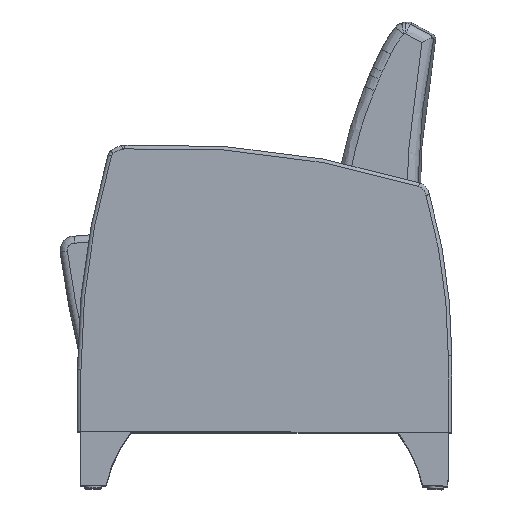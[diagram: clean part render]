
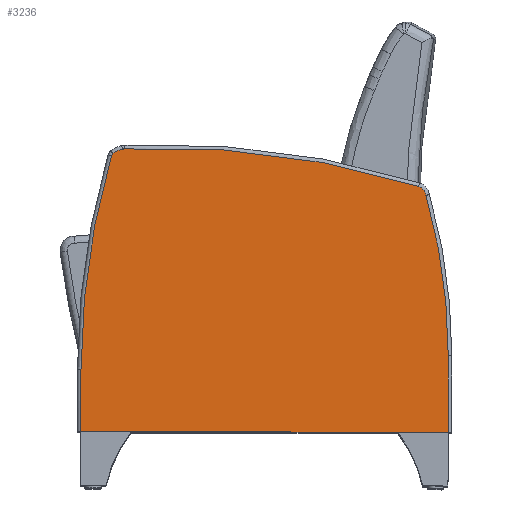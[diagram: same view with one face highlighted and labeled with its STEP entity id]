
A CAD part, top view. The second image highlights one B-rep face of the part: STEP entity #3236.
In plain terms, the highlighted planar face has unit normal (0, 0, 1).
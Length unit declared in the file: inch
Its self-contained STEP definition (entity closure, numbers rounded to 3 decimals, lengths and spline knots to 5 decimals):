
#195=LINE('',#8228,#299);
#197=LINE('',#8274,#301);
#213=LINE('',#8398,#317);
#299=VECTOR('',#4174,0.3937);
#301=VECTOR('',#4212,0.3937);
#317=VECTOR('',#4314,0.3937);
#390=PLANE('',#3609);
#575=CIRCLE('',#3540,0.25);
#579=CIRCLE('',#3545,53.84447);
#583=CIRCLE('',#3551,1.61874);
#586=CIRCLE('',#3555,0.75);
#589=CIRCLE('',#3559,59.75);
#591=CIRCLE('',#3562,0.75);
#594=CIRCLE('',#3567,40.58554);
#832=FACE_OUTER_BOUND('',#1046,.T.);
#1046=EDGE_LOOP('',(#2704,#2705,#2706,#2707,#2708,#2709,#2710,#2711,#2712,
#2713));
#1414=VERTEX_POINT('',#8189);
#1415=VERTEX_POINT('',#8190);
#1419=VERTEX_POINT('',#8211);
#1421=VERTEX_POINT('',#8226);
#1422=VERTEX_POINT('',#8230);
#1424=VERTEX_POINT('',#8236);
#1426=VERTEX_POINT('',#8242);
#1429=VERTEX_POINT('',#8250);
#1430=VERTEX_POINT('',#8267);
#1433=VERTEX_POINT('',#8272);
#1824=EDGE_CURVE('',#1414,#1415,#575,.T.);
#1830=EDGE_CURVE('',#1419,#1414,#579,.T.);
#1833=EDGE_CURVE('',#1421,#1419,#195,.T.);
#1836=EDGE_CURVE('',#1415,#1422,#583,.T.);
#1839=EDGE_CURVE('',#1422,#1424,#586,.T.);
#1842=EDGE_CURVE('',#1424,#1426,#589,.T.);
#1844=EDGE_CURVE('',#1426,#1429,#591,.T.);
#1849=EDGE_CURVE('',#1433,#1430,#197,.T.);
#1850=EDGE_CURVE('',#1429,#1433,#594,.T.);
#1891=EDGE_CURVE('',#1430,#1421,#213,.T.);
#2704=ORIENTED_EDGE('',*,*,#1833,.F.);
#2705=ORIENTED_EDGE('',*,*,#1891,.F.);
#2706=ORIENTED_EDGE('',*,*,#1849,.F.);
#2707=ORIENTED_EDGE('',*,*,#1850,.F.);
#2708=ORIENTED_EDGE('',*,*,#1844,.F.);
#2709=ORIENTED_EDGE('',*,*,#1842,.F.);
#2710=ORIENTED_EDGE('',*,*,#1839,.F.);
#2711=ORIENTED_EDGE('',*,*,#1836,.F.);
#2712=ORIENTED_EDGE('',*,*,#1824,.F.);
#2713=ORIENTED_EDGE('',*,*,#1830,.F.);
#3236=ADVANCED_FACE('',(#832),#390,.T.);
#3540=AXIS2_PLACEMENT_3D('',#8191,#4157,#4158);
#3545=AXIS2_PLACEMENT_3D('',#8222,#4167,#4168);
#3551=AXIS2_PLACEMENT_3D('',#8234,#4181,#4182);
#3555=AXIS2_PLACEMENT_3D('',#8240,#4189,#4190);
#3559=AXIS2_PLACEMENT_3D('',#8246,#4197,#4198);
#3562=AXIS2_PLACEMENT_3D('',#8251,#4203,#4204);
#3567=AXIS2_PLACEMENT_3D('',#8276,#4215,#4216);
#3609=AXIS2_PLACEMENT_3D('',#8399,#4315,#4316);
#4157=DIRECTION('center_axis',(0.,0.,-1.));
#4158=DIRECTION('ref_axis',(-0.844,0.537,0.));
#4167=DIRECTION('center_axis',(0.,0.,-1.));
#4168=DIRECTION('ref_axis',(-0.99,0.14,0.));
#4174=DIRECTION('',(0.,1.,0.));
#4181=DIRECTION('center_axis',(0.,0.,-1.));
#4182=DIRECTION('ref_axis',(-0.425,0.905,0.));
#4189=DIRECTION('center_axis',(0.,0.,-1.));
#4190=DIRECTION('ref_axis',(-0.128,0.992,0.));
#4197=DIRECTION('center_axis',(0.,0.,-1.));
#4198=DIRECTION('ref_axis',(0.124,0.992,0.));
#4203=DIRECTION('center_axis',(0.,0.,-1.));
#4204=DIRECTION('ref_axis',(0.761,0.649,0.));
#4212=DIRECTION('',(0.,-1.,0.));
#4215=DIRECTION('center_axis',(0.,0.,-1.));
#4216=DIRECTION('ref_axis',(0.99,0.139,0.));
#4314=DIRECTION('',(-1.,0.,0.));
#4315=DIRECTION('center_axis',(0.,0.,1.));
#4316=DIRECTION('ref_axis',(1.,0.,0.));
#8189=CARTESIAN_POINT('',(-12.3965,20.65936,2.75));
#8190=CARTESIAN_POINT('',(-12.30759,20.8021,2.75));
#8191=CARTESIAN_POINT('Origin',(-12.15221,20.60625,2.75));
#8211=CARTESIAN_POINT('',(-14.50196,5.72409,2.75));
#8222=CARTESIAN_POINT('Origin',(39.34251,5.74957,2.75));
#8226=CARTESIAN_POINT('',(-14.50196,1.38751,2.75));
#8228=CARTESIAN_POINT('',(-14.50196,5.41302,2.75));
#8230=CARTESIAN_POINT('',(-11.63546,21.11791,2.75));
#8234=CARTESIAN_POINT('Origin',(-11.3015,19.534,2.75));
#8236=CARTESIAN_POINT('',(-11.51791,21.13312,2.75));
#8240=CARTESIAN_POINT('Origin',(-11.48073,20.38404,2.75));
#8242=CARTESIAN_POINT('',(9.03893,18.55741,2.75));
#8246=CARTESIAN_POINT('Origin',(-8.55543,-38.54339,2.75));
#8250=CARTESIAN_POINT('',(9.56287,17.92892,2.75));
#8251=CARTESIAN_POINT('Origin',(8.81808,17.84066,2.75));
#8267=CARTESIAN_POINT('',(11.14024,1.38751,2.75));
#8272=CARTESIAN_POINT('',(11.14024,6.72403,2.75));
#8274=CARTESIAN_POINT('',(11.14024,8.58129,2.75));
#8276=CARTESIAN_POINT('Origin',(-29.4453,6.72403,2.75));
#8398=CARTESIAN_POINT('',(12.28079,1.38751,2.75));
#8399=CARTESIAN_POINT('Origin',(-1.61059,10.43854,2.75));
